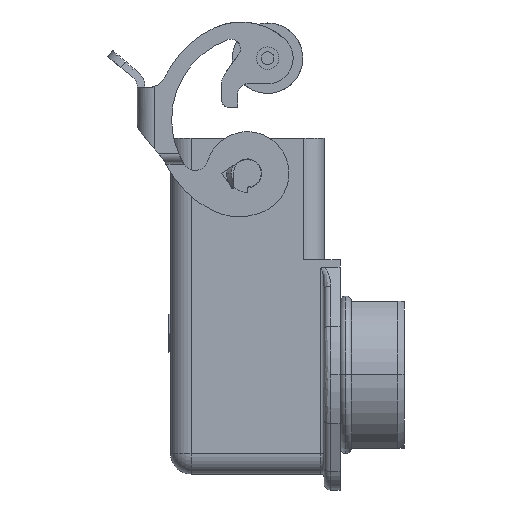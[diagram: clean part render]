
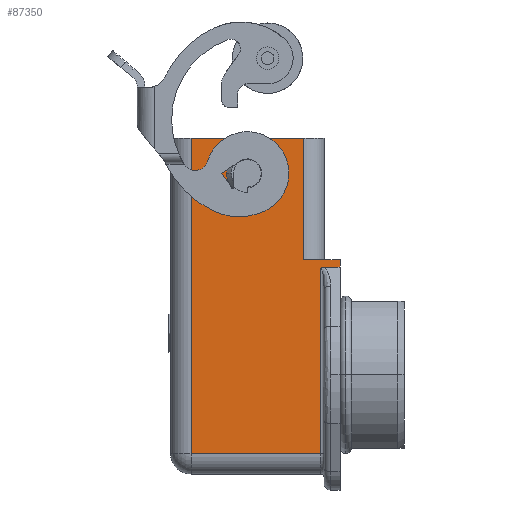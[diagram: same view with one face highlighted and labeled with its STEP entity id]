
A CAD part, left-side view. The second image highlights one B-rep face of the part: STEP entity #87350.
In plain terms, the highlighted planar face has unit normal (-1, 0, 0).
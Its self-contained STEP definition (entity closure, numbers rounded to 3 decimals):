
#73830=CARTESIAN_POINT('',(38.723,32.855,26.));
#73840=VERTEX_POINT('',#73830);
#73870=CARTESIAN_POINT('',(38.723,0.,26.));
#73880=DIRECTION('',(0.,1.,-0.));
#73890=VECTOR('',#73880,1.);
#73900=LINE('',#73870,#73890);
#73910=CARTESIAN_POINT('',(38.723,50.455,26.));
#73920=VERTEX_POINT('',#73910);
#73930=EDGE_CURVE('',#73840,#73920,#73900,.T.);
#86170=CARTESIAN_POINT('',(38.723,51.038,-24.533));
#86180=DIRECTION('',(-1.,0.,0.));
#86190=DIRECTION('',(0.,1.,0.));
#86200=AXIS2_PLACEMENT_3D('',#86170,#86180,#86190);
#86210=PLANE('',#86200);
#86220=CARTESIAN_POINT('',(38.723,29.655,-23.3));
#86230=DIRECTION('',(0.,1.,0.));
#86240=VECTOR('',#86230,1.);
#86250=LINE('',#86220,#86240);
#86260=CARTESIAN_POINT('',(38.723,30.155,-23.3));
#86270=VERTEX_POINT('',#86260);
#86280=CARTESIAN_POINT('',(38.723,50.455,-23.3));
#86290=VERTEX_POINT('',#86280);
#86300=EDGE_CURVE('',#86270,#86290,#86250,.T.);
#86310=ORIENTED_EDGE('',*,*,#86300,.F.);
#86320=CARTESIAN_POINT('',(38.723,50.455,26.5));
#86330=DIRECTION('',(0.,0.,-1.));
#86340=VECTOR('',#86330,1.);
#86350=LINE('',#86320,#86340);
#86360=EDGE_CURVE('',#73920,#86290,#86350,.T.);
#86370=ORIENTED_EDGE('',*,*,#86360,.T.);
#86380=ORIENTED_EDGE('',*,*,#73930,.T.);
#86390=CARTESIAN_POINT('',(38.723,32.855,6.525));
#86400=DIRECTION('',(0.,0.,1.));
#86410=VECTOR('',#86400,1.);
#86420=LINE('',#86390,#86410);
#86430=CARTESIAN_POINT('',(38.723,32.855,7.));
#86440=VERTEX_POINT('',#86430);
#86450=EDGE_CURVE('',#86440,#73840,#86420,.T.);
#86460=ORIENTED_EDGE('',*,*,#86450,.T.);
#86470=CARTESIAN_POINT('',(38.723,0.,7.));
#86480=DIRECTION('',(0.,1.,-0.));
#86490=VECTOR('',#86480,1.);
#86500=LINE('',#86470,#86490);
#86510=CARTESIAN_POINT('',(38.723,27.155,7.));
#86520=VERTEX_POINT('',#86510);
#86530=EDGE_CURVE('',#86520,#86440,#86500,.T.);
#86540=ORIENTED_EDGE('',*,*,#86530,.T.);
#86550=CARTESIAN_POINT('',(38.723,27.155,0.));
#86560=DIRECTION('',(0.,0.,1.));
#86570=VECTOR('',#86560,1.);
#86580=LINE('',#86550,#86570);
#86590=CARTESIAN_POINT('',(38.723,27.155,5.858));
#86600=VERTEX_POINT('',#86590);
#86610=EDGE_CURVE('',#86600,#86520,#86580,.T.);
#86620=ORIENTED_EDGE('',*,*,#86610,.T.);
#86630=CARTESIAN_POINT('',(38.723,0.,5.858));
#86640=DIRECTION('',(0.,1.,-0.));
#86650=VECTOR('',#86640,1.);
#86660=LINE('',#86630,#86650);
#86670=CARTESIAN_POINT('',(38.723,29.634,5.858))
;
#86680=VERTEX_POINT('',#86670);
#86690=EDGE_CURVE('',#86600,#86680,#86660,.T.);
#86700=ORIENTED_EDGE('',*,*,#86690,.F.);
#86710=CARTESIAN_POINT('',(38.723,29.634,5.858))
;
#86720=CARTESIAN_POINT('',(38.723,29.658,5.858))
;
#86730=CARTESIAN_POINT('',(38.723,29.683,
5.857));
#86740=CARTESIAN_POINT('',(38.723,29.732,
5.853));
#86750=CARTESIAN_POINT('',(38.723,29.756,
5.85));
#86760=CARTESIAN_POINT('',(38.723,29.792,
5.844));
#86770=CARTESIAN_POINT('',(38.723,29.804,
5.841));
#86780=CARTESIAN_POINT('',(38.723,29.828,
5.836));
#86790=CARTESIAN_POINT('',(38.723,29.84,
5.833));
#86800=CARTESIAN_POINT('',(38.723,29.876,
5.824));
#86810=CARTESIAN_POINT('',(38.723,29.899,
5.817));
#86820=CARTESIAN_POINT('',(38.723,29.933,
5.803));
#86830=CARTESIAN_POINT('',(38.723,29.945,
5.799));
#86840=CARTESIAN_POINT('',(38.723,29.967,
5.789));
#86850=CARTESIAN_POINT('',(38.723,29.978,
5.783));
#86860=CARTESIAN_POINT('',(38.723,30.01,
5.766));
#86870=CARTESIAN_POINT('',(38.723,30.031,
5.753));
#86880=CARTESIAN_POINT('',(38.723,30.071,
5.725));
#86890=CARTESIAN_POINT('',(38.723,30.09,
5.709));
#86900=CARTESIAN_POINT('',(38.723,30.117,
5.683));
#86910=CARTESIAN_POINT('',(38.723,30.125,
5.674));
#86920=CARTESIAN_POINT('',(38.723,30.137,
5.66));
#86930=CARTESIAN_POINT('',(38.723,30.141,
5.655));
#86940=CARTESIAN_POINT('',(38.723,30.146,
5.648));
#86950=CARTESIAN_POINT('',(38.723,30.148,
5.646));
#86960=CARTESIAN_POINT('',(38.723,30.151,
5.642));
#86970=CARTESIAN_POINT('',(38.723,30.152,
5.641));
#86980=CARTESIAN_POINT('',(38.723,30.153,
5.639));
#86990=CARTESIAN_POINT('',(38.723,30.154,
5.638));
#87000=CARTESIAN_POINT('',(38.723,30.154,
5.637));
#87010=CARTESIAN_POINT('',(38.723,30.155,
5.637));
#87020=CARTESIAN_POINT('',(38.723,30.155,
5.637));
#87030=CARTESIAN_POINT('',(38.723,30.155,
5.636));
#87040=CARTESIAN_POINT('',(38.723,30.155,
5.636));
#87050=CARTESIAN_POINT('',(38.723,30.155,
5.636));
#87060=CARTESIAN_POINT('',(38.723,30.155,
5.636));
#87070=B_SPLINE_CURVE_WITH_KNOTS('',3,(#86710,#86720,#86730,#86740,
#86750,#86760,#86770,#86780,#86790,#86800,#86810,#86820,#86830,#86840,
#86850,#86860,#86870,#86880,#86890,#86900,#86910,#86920,#86930,#86940,
#86950,#86960,#86970,#86980,#86990,#87000,#87010,#87020,#87030,#87040,
#87050,#87060),.UNSPECIFIED.,.F.,.F.,(4,2,2,2,2,2,2,2,2,2,2,2,2,2,2,2,2,
4),(0.,0.074,0.147,0.184,
0.221,0.294,0.331,0.368,
0.441,0.515,0.552,0.57,
0.579,0.584,0.586,0.587,
0.588,0.589),.UNSPECIFIED.);
#87080=CARTESIAN_POINT('',(38.723,30.155,5.636));
#87090=VERTEX_POINT('',#87080);
#87100=EDGE_CURVE('',#86680,#87090,#87070,.T.);
#87110=ORIENTED_EDGE('',*,*,#87100,.F.);
#87120=CARTESIAN_POINT('',(38.723,30.155,6.136));
#87130=DIRECTION('',(0.,0.,-1.));
#87140=VECTOR('',#87130,1.);
#87150=LINE('',#87120,#87140);
#87160=EDGE_CURVE('',#87090,#86270,#87150,.T.);
#87170=ORIENTED_EDGE('',*,*,#87160,.F.);
#87180=EDGE_LOOP('',(#87170,#87110,#86700,#86620,#86540,#86460,#86380,
#86370,#86310));
#87190=FACE_OUTER_BOUND('',#87180,.T.);
#87200=CARTESIAN_POINT('',(38.723,41.655,20.5));
#87210=DIRECTION('',(1.,0.,0.));
#87220=DIRECTION('',(0.,-1.,0.));
#87230=AXIS2_PLACEMENT_3D('',#87200,#87210,#87220);
#87240=CIRCLE('',#87230,3.25);
#87250=CARTESIAN_POINT('',(38.723,44.905,20.5));
#87260=VERTEX_POINT('',#87250);
#87270=CARTESIAN_POINT('',(38.723,38.405,20.5));
#87280=VERTEX_POINT('',#87270);
#87290=EDGE_CURVE('',#87260,#87280,#87240,.T.);
#87300=ORIENTED_EDGE('',*,*,#87290,.T.);
#87310=EDGE_CURVE('',#87280,#87260,#87240,.T.);
#87320=ORIENTED_EDGE('',*,*,#87310,.T.);
#87330=EDGE_LOOP('',(#87320,#87300));
#87340=FACE_BOUND('',#87330,.T.);
#87350=ADVANCED_FACE('',(#87190,#87340),#86210,.T.);
